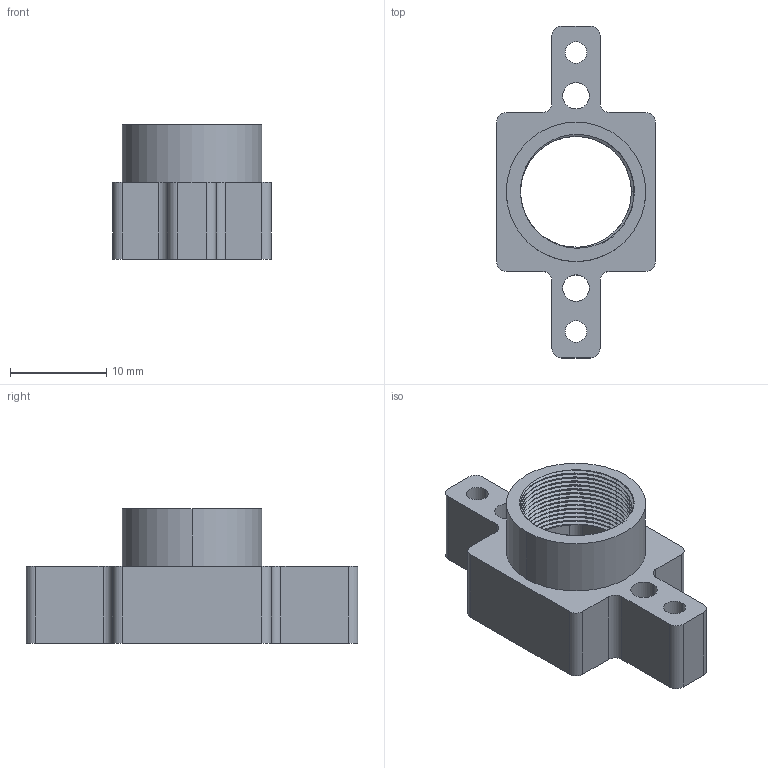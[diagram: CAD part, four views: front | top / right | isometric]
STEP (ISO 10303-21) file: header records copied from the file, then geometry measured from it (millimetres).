
FILE_DESCRIPTION(('CATIA V5 STEP Exchange','CAx-IF Rec.Pracs.--- Model Styling and Organization---1.4--- 2014-01-23'),'2;1');
FILE_NAME('Standalone_Lensmount_thread_V23.stp','2021-05-20T07:26:17+00:00',('none'),('none'),'CATIA Version 5-6 Release 2017','CATIA V5 STEP AP214','none');
FILE_SCHEMA(('AUTOMOTIVE_DESIGN { 1 0 10303 214 1 1 1 1 }'));
Length unit declared in the file: millimetre
Products named in the file (1): Frontside
Bounding box: 16.5 x 34.5 x 14 mm (x, y, z)
Volume: 1488.1 mm3; surface area: 2592.4 mm2
Topology: 1 solids, 1 shells, 163 faces, 364 edges, 205 vertices
Faces by surface type: bspline 88, cylinder 55, plane 20
Entity records: 6223 total; most frequent: CARTESIAN_POINT 3556, ORIENTED_EDGE 728, EDGE_CURVE 364, DIRECTION 232, VERTEX_POINT 205, EDGE_LOOP 175, ADVANCED_FACE 163, FACE_OUTER_BOUND 163
